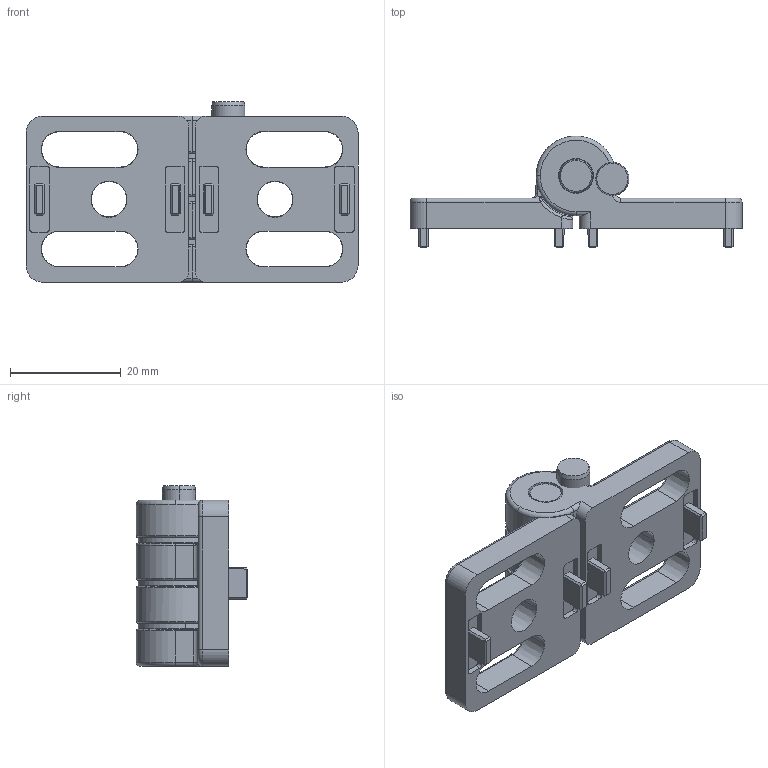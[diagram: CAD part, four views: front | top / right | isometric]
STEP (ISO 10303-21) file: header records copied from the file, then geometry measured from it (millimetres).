
FILE_DESCRIPTION (( 'STEP AP214' ), '1' );
FILE_NAME ('095400n06.STEP', '2014-08-14T12:15:45', ( '' ), ( '' ), 'SwSTEP 2.0', 'SolidWorks 2014', '' );
FILE_SCHEMA (( 'AUTOMOTIVE_DESIGN' ));
Length unit declared in the file: millimetre
Products named in the file (4): 095400r01_095 400 n06 r01; 095400n06; 095400r03; 095400r04_095 400 r04
Assembly tree (7 placements, depth 2):
  095400n06
    095400r01_095 400 n06 r01  x2
    095400r03  x3
    095400r04_095 400 r04  x2
Bounding box: 60 x 20.2 x 32.6 mm (x, y, z)
Volume: 11804.9 mm3; surface area: 9532.9 mm2
Topology: 7 solids, 7 shells, 376 faces, 880 edges, 518 vertices
Faces by surface type: plane 132, torus 90, cylinder 90, cone 48, bspline 16
Entity records: 5729 total; most frequent: CARTESIAN_POINT 1234, DIRECTION 979, ORIENTED_EDGE 860, EDGE_CURVE 430, AXIS2_PLACEMENT_3D 386, VERTEX_POINT 255, VECTOR 207, LINE 207
